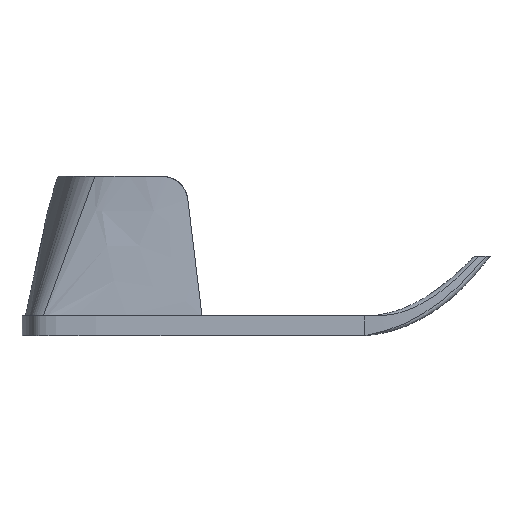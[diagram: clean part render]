
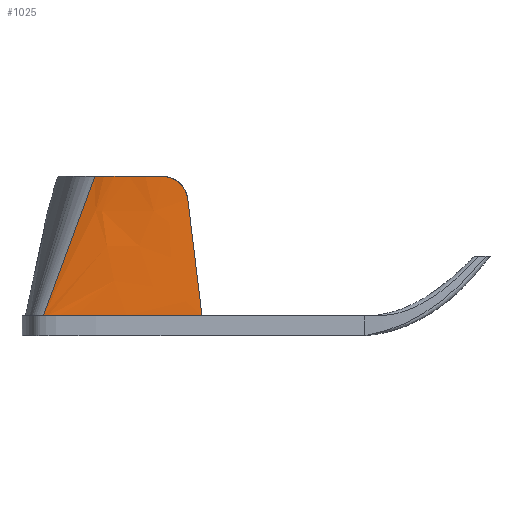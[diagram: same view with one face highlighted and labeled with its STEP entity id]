
A CAD part, left-side view. The second image highlights one B-rep face of the part: STEP entity #1025.
In plain terms, the highlighted free-form (B-spline) face has degree [3, 1] with [16, 2] control points.
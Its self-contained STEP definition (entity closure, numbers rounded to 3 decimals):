
#38=CIRCLE('',#1086,13.021);
#70=B_SPLINE_SURFACE_WITH_KNOTS('',3,1,((#2994,#2995),(#2996,#2997),(#2998,
#2999),(#3000,#3001),(#3002,#3003),(#3004,#3005),(#3006,#3007),(#3008,#3009),
(#3010,#3011),(#3012,#3013),(#3014,#3015),(#3016,#3017),(#3018,#3019),(#3020,
#3021),(#3022,#3023),(#3024,#3025)),.UNSPECIFIED.,.F.,.F.,.F.,(4,1,1,1,
1,1,1,1,1,1,1,1,1,4),(2,2),(0.,0.031,0.063,0.094,0.125,0.188,0.25,
0.313,0.375,0.5,0.625,0.75,0.875,1.),(0.,1.),
 .UNSPECIFIED.);
#111=FACE_OUTER_BOUND('',#171,.T.);
#171=EDGE_LOOP('',(#851,#852,#853,#854,#855,#856));
#240=LINE('',#2954,#296);
#242=LINE('',#3033,#298);
#296=VECTOR('',#1220,1000.);
#298=VECTOR('',#1226,1000.);
#368=B_SPLINE_CURVE_WITH_KNOTS('',3,(#2737,#2738,#2739,#2740,#2741,#2742,
#2743,#2744,#2745,#2746,#2747,#2748,#2749,#2750,#2751,#2752,#2753,#2754),
 .UNSPECIFIED.,.F.,.F.,(4,2,2,2,2,2,2,2,4),(-2.207,-2.012,
-1.749,-1.042,-0.331,-0.092,
-0.023,-0.004,0.),.UNSPECIFIED.);
#375=B_SPLINE_CURVE_WITH_KNOTS('',3,(#2958,#2959,#2960,#2961,#2962,#2963,
#2964,#2965,#2966,#2967,#2968,#2969),.UNSPECIFIED.,.F.,.F.,(4,2,2,2,2,4),
(0.,0.21,0.456,0.904,
1.427,1.808),.UNSPECIFIED.);
#377=B_SPLINE_CURVE_WITH_KNOTS('',3,(#3029,#3030,#3031,#3032),
 .UNSPECIFIED.,.F.,.F.,(4,4),(0.711,0.931),
 .UNSPECIFIED.);
#473=VERTEX_POINT('',#2734);
#474=VERTEX_POINT('',#2736);
#480=VERTEX_POINT('',#2952);
#481=VERTEX_POINT('',#2957);
#482=VERTEX_POINT('',#3026);
#483=VERTEX_POINT('',#3028);
#604=EDGE_CURVE('',#474,#473,#368,.T.);
#615=EDGE_CURVE('',#473,#480,#240,.T.);
#617=EDGE_CURVE('',#480,#481,#375,.T.);
#619=EDGE_CURVE('',#481,#482,#38,.T.);
#620=EDGE_CURVE('',#483,#482,#377,.T.);
#621=EDGE_CURVE('',#483,#474,#242,.T.);
#851=ORIENTED_EDGE('',*,*,#617,.T.);
#852=ORIENTED_EDGE('',*,*,#619,.T.);
#853=ORIENTED_EDGE('',*,*,#620,.F.);
#854=ORIENTED_EDGE('',*,*,#621,.T.);
#855=ORIENTED_EDGE('',*,*,#604,.T.);
#856=ORIENTED_EDGE('',*,*,#615,.T.);
#1025=ADVANCED_FACE('',(#111),#70,.T.);
#1086=AXIS2_PLACEMENT_3D('',#3027,#1224,#1225);
#1220=DIRECTION('',(0.028,0.12,0.992));
#1224=DIRECTION('center_axis',(-0.999,0.002,-0.044));
#1225=DIRECTION('ref_axis',(-0.044,0.,0.999));
#1226=DIRECTION('',(-0.086,0.345,-0.935));
#2734=CARTESIAN_POINT('',(-74.974,-82.851,0.));
#2736=CARTESIAN_POINT('',(-73.404,-3.267,0.));
#2737=CARTESIAN_POINT('Ctrl Pts',(-73.404,-3.267,0.));
#2738=CARTESIAN_POINT('Ctrl Pts',(-74.208,-4.875,0.));
#2739=CARTESIAN_POINT('Ctrl Pts',(-74.704,-6.769,0.));
#2740=CARTESIAN_POINT('Ctrl Pts',(-75.583,-12.105,0.));
#2741=CARTESIAN_POINT('Ctrl Pts',(-75.87,-15.863,0.));
#2742=CARTESIAN_POINT('Ctrl Pts',(-76.495,-27.29,0.));
#2743=CARTESIAN_POINT('Ctrl Pts',(-76.473,-37.489,0.));
#2744=CARTESIAN_POINT('Ctrl Pts',(-76.203,-54.181,0.));
#2745=CARTESIAN_POINT('Ctrl Pts',(-75.91,-63.136,0.));
#2746=CARTESIAN_POINT('Ctrl Pts',(-75.432,-74.125,0.));
#2747=CARTESIAN_POINT('Ctrl Pts',(-75.296,-76.999,0.));
#2748=CARTESIAN_POINT('Ctrl Pts',(-75.116,-80.419,0.));
#2749=CARTESIAN_POINT('Ctrl Pts',(-75.07,-81.271,0.));
#2750=CARTESIAN_POINT('Ctrl Pts',(-75.017,-82.185,0.));
#2751=CARTESIAN_POINT('Ctrl Pts',(-75.003,-82.43,0.));
#2752=CARTESIAN_POINT('Ctrl Pts',(-74.988,-82.662,0.));
#2753=CARTESIAN_POINT('Ctrl Pts',(-74.977,-82.837,0.));
#2754=CARTESIAN_POINT('Ctrl Pts',(-74.974,-82.851,0.));
#2952=CARTESIAN_POINT('',(-73.309,-75.75,58.526));
#2954=CARTESIAN_POINT('',(-73.978,-78.604,35.));
#2957=CARTESIAN_POINT('',(-73.305,-63.671,69.971));
#2958=CARTESIAN_POINT('Ctrl Pts',(-73.309,-75.75,58.526));
#2959=CARTESIAN_POINT('Ctrl Pts',(-73.289,-75.666,59.219));
#2960=CARTESIAN_POINT('Ctrl Pts',(-73.273,-75.526,59.905));
#2961=CARTESIAN_POINT('Ctrl Pts',(-73.244,-75.104,61.364));
#2962=CARTESIAN_POINT('Ctrl Pts',(-73.234,-74.803,62.128));
#2963=CARTESIAN_POINT('Ctrl Pts',(-73.216,-73.754,64.192));
#2964=CARTESIAN_POINT('Ctrl Pts',(-73.218,-72.853,65.399));
#2965=CARTESIAN_POINT('Ctrl Pts',(-73.241,-70.501,67.625));
#2966=CARTESIAN_POINT('Ctrl Pts',(-73.264,-69.008,68.557));
#2967=CARTESIAN_POINT('Ctrl Pts',(-73.294,-66.187,69.614));
#2968=CARTESIAN_POINT('Ctrl Pts',(-73.304,-64.939,69.884));
#2969=CARTESIAN_POINT('Ctrl Pts',(-73.305,-63.671,69.97));
#2994=CARTESIAN_POINT('Ctrl Pts',(-73.404,-3.267,0.));
#2995=CARTESIAN_POINT('Ctrl Pts',(-66.986,-29.127,70.));
#2996=CARTESIAN_POINT('Ctrl Pts',(-73.569,-3.597,0.));
#2997=CARTESIAN_POINT('Ctrl Pts',(-67.186,-29.464,70.));
#2998=CARTESIAN_POINT('Ctrl Pts',(-73.889,-4.313,0.));
#2999=CARTESIAN_POINT('Ctrl Pts',(-67.573,-30.153,70.));
#3000=CARTESIAN_POINT('Ctrl Pts',(-74.334,-5.599,0.));
#3001=CARTESIAN_POINT('Ctrl Pts',(-68.121,-31.232,70.));
#3002=CARTESIAN_POINT('Ctrl Pts',(-74.735,-7.149,0.));
#3003=CARTESIAN_POINT('Ctrl Pts',(-68.635,-32.353,70.));
#3004=CARTESIAN_POINT('Ctrl Pts',(-75.203,-9.609,0.));
#3005=CARTESIAN_POINT('Ctrl Pts',(-69.278,-33.901,70.));
#3006=CARTESIAN_POINT('Ctrl Pts',(-75.672,-13.401,0.));
#3007=CARTESIAN_POINT('Ctrl Pts',(-70.003,-35.933,70.));
#3008=CARTESIAN_POINT('Ctrl Pts',(-76.064,-18.843,0.));
#3009=CARTESIAN_POINT('Ctrl Pts',(-70.755,-38.508,70.));
#3010=CARTESIAN_POINT('Ctrl Pts',(-76.308,-25.02,0.));
#3011=CARTESIAN_POINT('Ctrl Pts',(-71.395,-41.206,70.));
#3012=CARTESIAN_POINT('Ctrl Pts',(-76.462,-33.919,0.));
#3013=CARTESIAN_POINT('Ctrl Pts',(-72.109,-44.943,70.));
#3014=CARTESIAN_POINT('Ctrl Pts',(-76.384,-45.874,0.));
#3015=CARTESIAN_POINT('Ctrl Pts',(-72.755,-49.84,70.));
#3016=CARTESIAN_POINT('Ctrl Pts',(-76.019,-59.856,0.));
#3017=CARTESIAN_POINT('Ctrl Pts',(-73.19,-55.949,70.));
#3018=CARTESIAN_POINT('Ctrl Pts',(-75.544,-71.944,0.));
#3019=CARTESIAN_POINT('Ctrl Pts',(-73.341,-62.164,70.));
#3020=CARTESIAN_POINT('Ctrl Pts',(-75.121,-80.506,0.));
#3021=CARTESIAN_POINT('Ctrl Pts',(-73.261,-68.358,70.));
#3022=CARTESIAN_POINT('Ctrl Pts',(-74.981,-82.814,0.));
#3023=CARTESIAN_POINT('Ctrl Pts',(-73.089,-72.389,70.));
#3024=CARTESIAN_POINT('Ctrl Pts',(-74.974,-82.851,0.));
#3025=CARTESIAN_POINT('Ctrl Pts',(-72.982,-74.358,70.));
#3026=CARTESIAN_POINT('',(-73.305,-62.795,70.));
#3027=CARTESIAN_POINT('Origin',(-72.731,-62.797,56.992));
#3028=CARTESIAN_POINT('',(-66.986,-29.127,70.));
#3029=CARTESIAN_POINT('Ctrl Pts',(-66.986,-29.127,70.));
#3030=CARTESIAN_POINT('Ctrl Pts',(-71.857,-37.353,70.));
#3031=CARTESIAN_POINT('Ctrl Pts',(-73.281,-50.181,70.));
#3032=CARTESIAN_POINT('Ctrl Pts',(-73.305,-62.795,70.));
#3033=CARTESIAN_POINT('',(-70.195,-16.197,35.));
